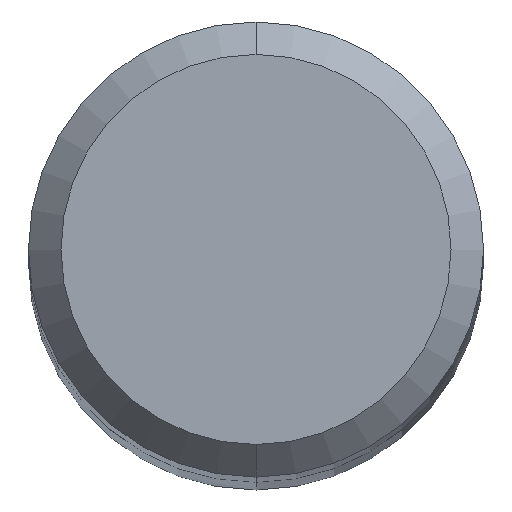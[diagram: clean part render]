
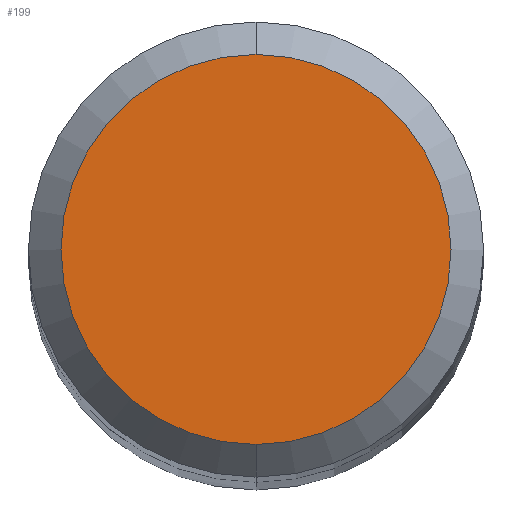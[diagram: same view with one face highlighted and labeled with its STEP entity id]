
A CAD part, top view. The second image highlights one B-rep face of the part: STEP entity #199.
In plain terms, the highlighted planar face has unit normal (0, 0, 1).
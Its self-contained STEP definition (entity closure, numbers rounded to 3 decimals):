
#189=EDGE_CURVE('',#259,#291,#452,.T.);
#199=ADVANCED_FACE('',(#464),#465,.T.);
#259=VERTEX_POINT('',#531);
#273=EDGE_CURVE('',#291,#259,#547,.T.);
#291=VERTEX_POINT('',#566);
#452=CIRCLE('',#826,2.4);
#464=FACE_OUTER_BOUND('',#838,.T.);
#465=PLANE('',#839);
#531=CARTESIAN_POINT('',(0.,-2.4,34.0));
#547=CIRCLE('',#999,2.4);
#566=CARTESIAN_POINT('',(0.0,2.4,34.0));
#826=AXIS2_PLACEMENT_3D('',#1310,#1311,#1312);
#838=EDGE_LOOP('',(#1330,#1331));
#839=AXIS2_PLACEMENT_3D('',#1332,#1333,#1334);
#999=AXIS2_PLACEMENT_3D('',#1429,#1430,#1431);
#1310=CARTESIAN_POINT('',(0.0,0.0,34.0));
#1311=DIRECTION('',(0.0,0.0,-1.0));
#1312=DIRECTION('',(0.0,1.0,0.0));
#1330=ORIENTED_EDGE('',*,*,#273,.F.);
#1331=ORIENTED_EDGE('',*,*,#189,.F.);
#1332=CARTESIAN_POINT('',(0.0,1.2,34.0));
#1333=DIRECTION('',(-0.0,0.0,1.0));
#1334=DIRECTION('',(0.0,-1.0,0.0));
#1429=CARTESIAN_POINT('',(0.0,0.0,34.0));
#1430=DIRECTION('',(0.0,0.0,-1.0));
#1431=DIRECTION('',(0.0,1.0,0.0));
